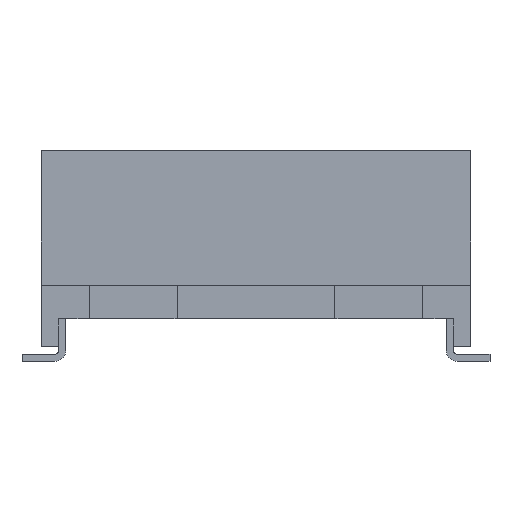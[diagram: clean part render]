
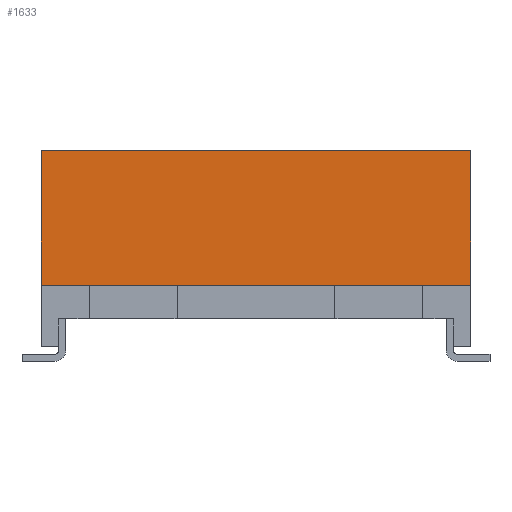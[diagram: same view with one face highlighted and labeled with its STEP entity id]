
A CAD part, left-side view. The second image highlights one B-rep face of the part: STEP entity #1633.
In plain terms, the highlighted face is planar.
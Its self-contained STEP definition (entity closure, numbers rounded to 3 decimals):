
#1633 = ADVANCED_FACE( '', ( #2938 ), #2939, .F. );
#2938 = FACE_OUTER_BOUND( '', #4160, .T. );
#2939 = PLANE( '', #4161 );
#4160 = EDGE_LOOP( '', ( #7661, #7662, #7663, #7664 ) );
#4161 = AXIS2_PLACEMENT_3D( '', #7665, #7666, #7667 );
#7661 = ORIENTED_EDGE( '', *, *, #9007, .T. );
#7662 = ORIENTED_EDGE( '', *, *, #9376, .F. );
#7663 = ORIENTED_EDGE( '', *, *, #8898, .F. );
#7664 = ORIENTED_EDGE( '', *, *, #9377, .T. );
#7665 = CARTESIAN_POINT( '', ( 9.145, -7.35, 2.1 ) );
#7666 = DIRECTION( '', ( -1., 0., 0. ) );
#7667 = DIRECTION( '', ( 0., 0., 1. ) );
#8898 = EDGE_CURVE( '', #10821, #10823, #10824, .T. );
#9007 = EDGE_CURVE( '', #10963, #10975, #10977, .T. );
#9376 = EDGE_CURVE( '', #10823, #10975, #11417, .T. );
#9377 = EDGE_CURVE( '', #10821, #10963, #11418, .T. );
#10821 = VERTEX_POINT( '', #13891 );
#10823 = VERTEX_POINT( '', #13894 );
#10824 = LINE( '', #13895, #13896 );
#10963 = VERTEX_POINT( '', #14111 );
#10975 = VERTEX_POINT( '', #14131 );
#10977 = LINE( '', #14134, #14135 );
#11417 = LINE( '', #14872, #14873 );
#11418 = LINE( '', #14874, #14875 );
#13891 = CARTESIAN_POINT( '', ( 9.145, -7.35, 2.1 ) );
#13894 = CARTESIAN_POINT( '', ( 9.145, -7.35, 6.7 ) );
#13895 = CARTESIAN_POINT( '', ( 9.145, -7.35, 2.1 ) );
#13896 = VECTOR( '', #15676, 1000. );
#14111 = CARTESIAN_POINT( '', ( 9.145, 7.35, 2.1 ) );
#14131 = CARTESIAN_POINT( '', ( 9.145, 7.35, 6.7 ) );
#14134 = CARTESIAN_POINT( '', ( 9.145, 7.35, 2.1 ) );
#14135 = VECTOR( '', #15774, 1000. );
#14872 = CARTESIAN_POINT( '', ( 9.145, -7.35, 6.7 ) );
#14873 = VECTOR( '', #15985, 1000. );
#14874 = CARTESIAN_POINT( '', ( 9.145, -7.35, 2.1 ) );
#14875 = VECTOR( '', #15986, 1000. );
#15676 = DIRECTION( '', ( 0., 0., 1. ) );
#15774 = DIRECTION( '', ( 0., 0., 1. ) );
#15985 = DIRECTION( '', ( 0., 1., 0. ) );
#15986 = DIRECTION( '', ( 0., 1., 0. ) );
